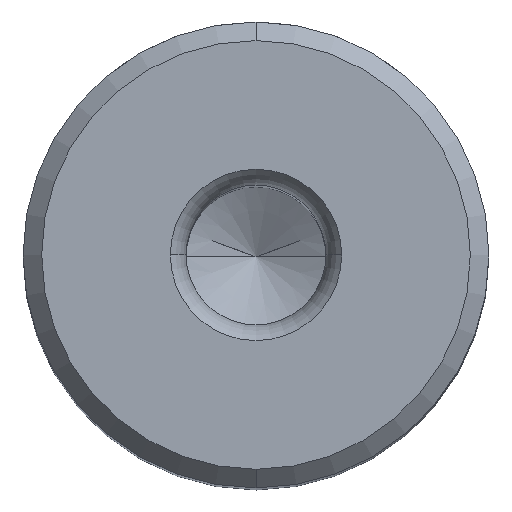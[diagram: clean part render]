
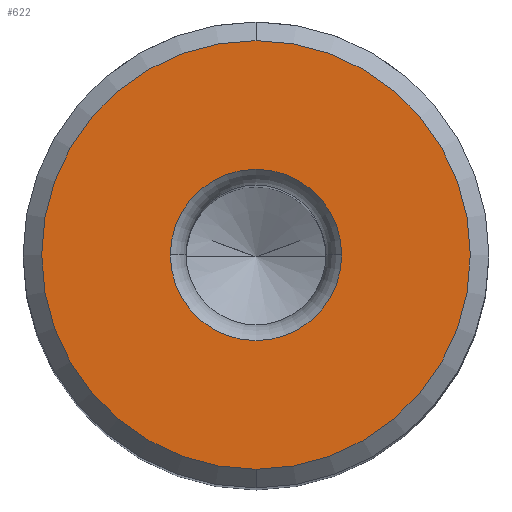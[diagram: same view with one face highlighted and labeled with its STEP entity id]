
A CAD part, top view. The second image highlights one B-rep face of the part: STEP entity #622.
In plain terms, the highlighted face is planar.
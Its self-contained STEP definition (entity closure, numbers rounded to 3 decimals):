
#228=CARTESIAN_POINT('',(0.,0.,0.));
#229=DIRECTION('',(0.,0.,-1.));
#230=DIRECTION('',(0.,1.,0.));
#231=AXIS2_PLACEMENT_3D('',#228,#229,#230);
#251=CARTESIAN_POINT('',(0.,0.,0.));
#252=DIRECTION('',(0.,0.,1.));
#253=DIRECTION('',(0.,1.,0.));
#254=AXIS2_PLACEMENT_3D('',#251,#252,#253);
#266=CARTESIAN_POINT('',(0.,0.,0.));
#267=DIRECTION('',(0.,0.,1.));
#268=DIRECTION('',(-1.,0.,0.));
#269=AXIS2_PLACEMENT_3D('',#266,#267,#268);
#274=CARTESIAN_POINT('',(0.,0.,0.));
#275=DIRECTION('',(0.,0.,1.));
#276=DIRECTION('',(1.,0.,0.));
#277=AXIS2_PLACEMENT_3D('',#274,#275,#276);
#372=CARTESIAN_POINT('',(-3.677,0.,0.));
#373=VERTEX_POINT('',#372);
#374=CARTESIAN_POINT('',(3.677,0.,0.));
#375=VERTEX_POINT('',#374);
#380=CARTESIAN_POINT('',(0.,9.2,0.));
#381=CARTESIAN_POINT('',(0.,-9.2,0.));
#382=VERTEX_POINT('',#380);
#383=VERTEX_POINT('',#381);
#607=CARTESIAN_POINT('',(0.,0.,0.));
#608=DIRECTION('',(0.,0.,-1.));
#609=DIRECTION('',(0.,-1.,0.));
#610=AXIS2_PLACEMENT_3D('',#607,#608,#609);
#611=PLANE('',#610);
#612=ORIENTED_EDGE('',*,*,#601,.T.);
#613=ORIENTED_EDGE('',*,*,#587,.F.);
#614=EDGE_LOOP('',(#612,#613));
#615=FACE_OUTER_BOUND('',#614,.F.);
#617=ORIENTED_EDGE('',*,*,#616,.F.);
#619=ORIENTED_EDGE('',*,*,#618,.F.);
#620=EDGE_LOOP('',(#617,#619));
#621=FACE_BOUND('',#620,.F.);
#622=ADVANCED_FACE('',(#615,#621),#611,.T.);
#232=CIRCLE('',#231,9.2);
#255=CIRCLE('',#254,9.2);
#270=CIRCLE('',#269,3.677);
#278=CIRCLE('',#277,3.677);
#587=EDGE_CURVE('',#382,#383,#232,.T.);
#601=EDGE_CURVE('',#382,#383,#255,.T.);
#616=EDGE_CURVE('',#373,#375,#270,.T.);
#618=EDGE_CURVE('',#375,#373,#278,.T.);
